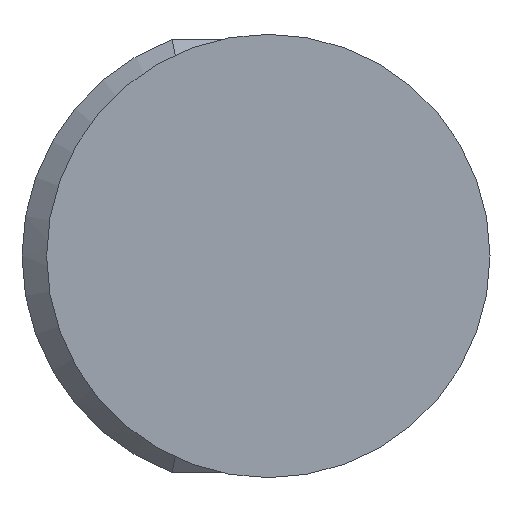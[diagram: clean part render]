
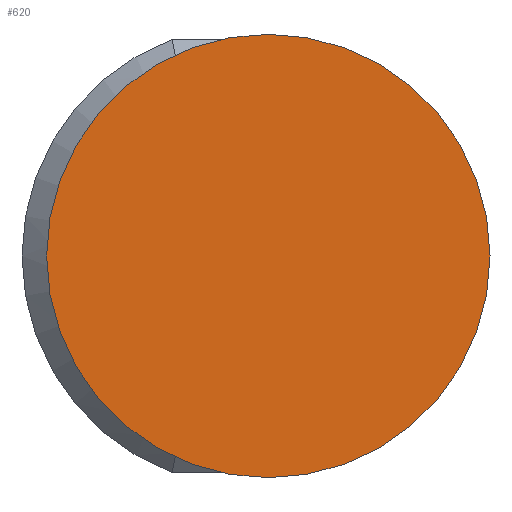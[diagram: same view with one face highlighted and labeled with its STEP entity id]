
A CAD part, left-side view. The second image highlights one B-rep face of the part: STEP entity #620.
In plain terms, the highlighted planar face has unit normal (-1, 0, 0).
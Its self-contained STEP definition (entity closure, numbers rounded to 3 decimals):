
#26=PLANE('',#666);
#108=CIRCLE('',#667,4.5);
#155=ORIENTED_EDGE('',*,*,#256,.F.);
#256=EDGE_CURVE('',#308,#308,#108,.T.);
#308=VERTEX_POINT('',#894);
#345=EDGE_LOOP('',(#155));
#382=FACE_BOUND('',#345,.T.);
#620=ADVANCED_FACE('',(#382),#26,.F.);
#666=AXIS2_PLACEMENT_3D('',#892,#751,#752);
#667=AXIS2_PLACEMENT_3D('',#893,#753,#754);
#751=DIRECTION('',(1.,0.,0.));
#752=DIRECTION('',(0.,0.,-1.));
#753=DIRECTION('',(1.,0.,0.));
#754=DIRECTION('',(0.,0.,-1.));
#892=CARTESIAN_POINT('',(0.,0.,0.));
#893=CARTESIAN_POINT('',(0.,0.,0.));
#894=CARTESIAN_POINT('',(0.,0.,-4.5));
